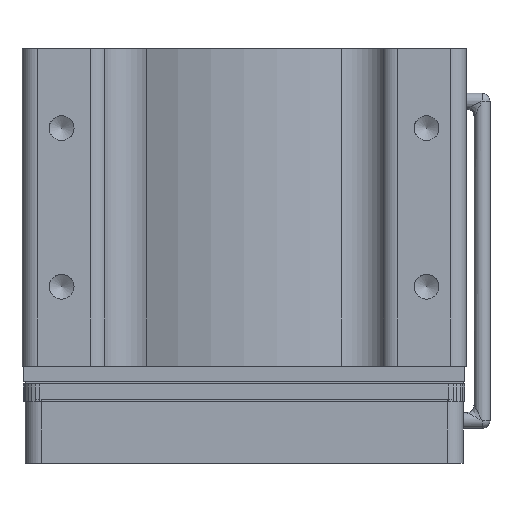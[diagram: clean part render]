
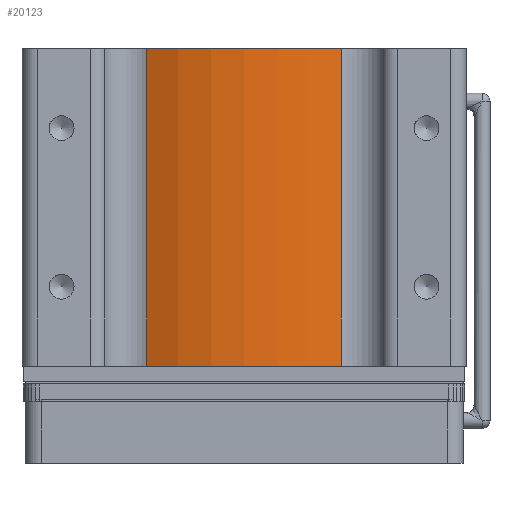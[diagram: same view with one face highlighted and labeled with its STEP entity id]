
A CAD part, front view. The second image highlights one B-rep face of the part: STEP entity #20123.
In plain terms, the highlighted cylindrical face has radius 14 mm (diameter 28 mm), a partial arc.
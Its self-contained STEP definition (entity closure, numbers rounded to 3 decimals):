
#1267=FACE_OUTER_BOUND('',#2291,.T.);
#2291=EDGE_LOOP('',(#13327,#13328,#13329,#13330));
#3488=CIRCLE('',#21184,14.);
#3511=CIRCLE('',#21209,14.);
#3995=LINE('',#28478,#6197);
#3996=LINE('',#28481,#6198);
#6197=VECTOR('',#22946,20.);
#6198=VECTOR('',#22949,20.);
#8407=VERTEX_POINT('',#28414);
#8408=VERTEX_POINT('',#28416);
#8436=VERTEX_POINT('',#28477);
#8437=VERTEX_POINT('',#28479);
#10354=EDGE_CURVE('',#8407,#8408,#3488,.T.);
#10385=EDGE_CURVE('',#8436,#8407,#3995,.T.);
#10386=EDGE_CURVE('',#8437,#8436,#3511,.T.);
#10387=EDGE_CURVE('',#8437,#8408,#3996,.T.);
#13327=ORIENTED_EDGE('',*,*,#10385,.F.);
#13328=ORIENTED_EDGE('',*,*,#10386,.F.);
#13329=ORIENTED_EDGE('',*,*,#10387,.T.);
#13330=ORIENTED_EDGE('',*,*,#10354,.F.);
#18892=CYLINDRICAL_SURFACE('',#21208,14.);
#20123=ADVANCED_FACE('',(#1267),#18892,.T.);
#21184=AXIS2_PLACEMENT_3D('',#28417,#22888,#22889);
#21208=AXIS2_PLACEMENT_3D('',#28476,#22944,#22945);
#21209=AXIS2_PLACEMENT_3D('',#28480,#22947,#22948);
#22888=DIRECTION('center_axis',(0.,0.,
-1.));
#22889=DIRECTION('ref_axis',(1.,0.,0.));
#22944=DIRECTION('center_axis',(0.,0.,
1.));
#22945=DIRECTION('ref_axis',(1.,0.,0.));
#22946=DIRECTION('',(0.,0.,-1.));
#22947=DIRECTION('center_axis',(0.,0.,
1.));
#22948=DIRECTION('ref_axis',(1.,0.,0.));
#22949=DIRECTION('',(0.,0.,-1.));
#28414=CARTESIAN_POINT('',(20.125,1.411,6.127));
#28416=CARTESIAN_POINT('',(7.875,1.411,6.127));
#28417=CARTESIAN_POINT('Origin',(14.,14.,6.127));
#28476=CARTESIAN_POINT('Origin',(14.,14.,26.127));
#28477=CARTESIAN_POINT('',(20.125,1.411,26.127));
#28478=CARTESIAN_POINT('',(20.125,1.411,26.127));
#28479=CARTESIAN_POINT('',(7.875,1.411,26.127));
#28480=CARTESIAN_POINT('Origin',(14.,14.,26.127));
#28481=CARTESIAN_POINT('',(7.875,1.411,26.127));
